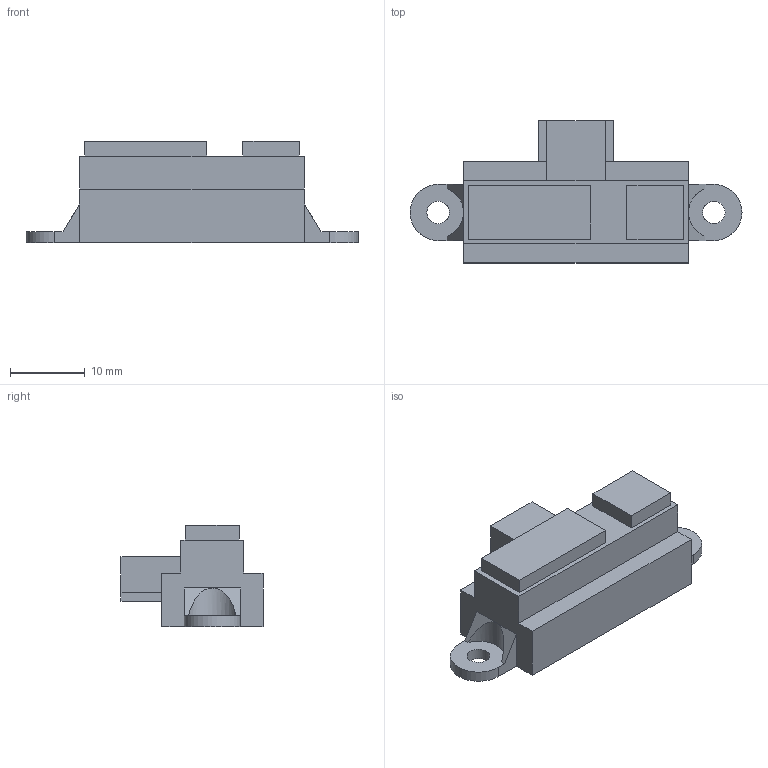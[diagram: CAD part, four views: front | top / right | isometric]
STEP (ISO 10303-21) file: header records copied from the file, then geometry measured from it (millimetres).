
FILE_DESCRIPTION(('FreeCAD Model'),'2;1');
FILE_NAME('SHARP-0A41SK.step','2015-09-24T17:56:10',( 'Author'),(''),'Open CASCADE STEP processor 6.8','FreeCAD','Unknown' );
FILE_SCHEMA(('AUTOMOTIVE_DESIGN_CC2 { 1 2 10303 214 -1 1 5 4 }'));
Length unit declared in the file: millimetre
Products named in the file (1): Pad004
Bounding box: 44.3 x 18.95 x 13.6 mm (x, y, z)
Volume: 4832.2 mm3; surface area: 2348.8 mm2
Topology: 1 solids, 1 shells, 46 faces, 133 edges, 91 vertices
Faces by surface type: plane 40, cylinder 6
Full cylindrical faces by diameter (mm): 3 x2
Entity records: 3355 total; most frequent: CARTESIAN_POINT 709, DIRECTION 471, LINE 325, VECTOR 325, ORIENTED_EDGE 266, PCURVE 266, DEFINITIONAL_REPRESENTATION 266, EDGE_CURVE 133
